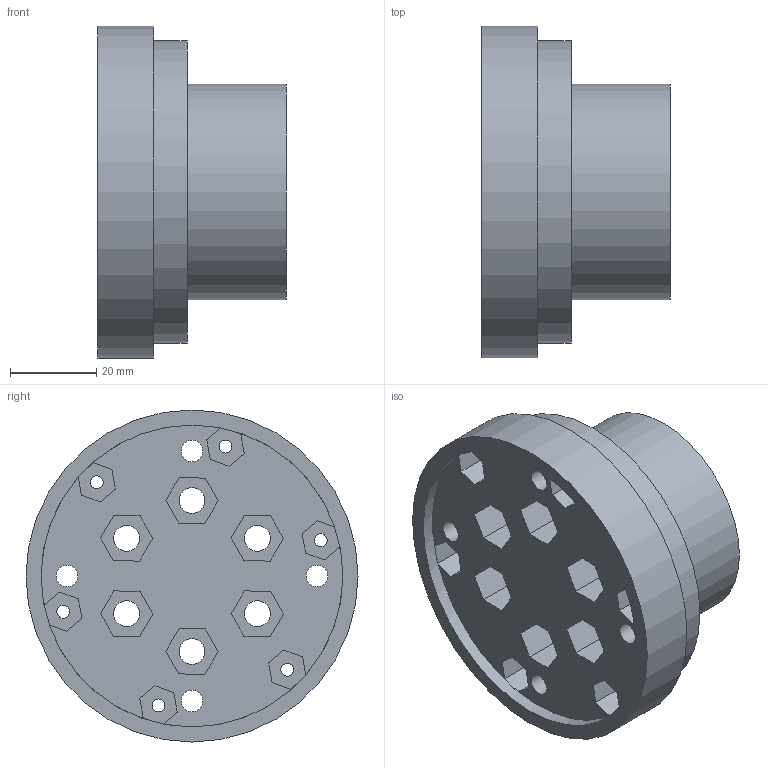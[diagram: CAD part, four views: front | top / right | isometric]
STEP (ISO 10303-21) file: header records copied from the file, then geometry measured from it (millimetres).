
FILE_DESCRIPTION(/* description */ (''),/* implementation_level */ '2;1');
FILE_NAME(/* name */ 'Shaft2.stp',/* time_stamp */ '2022-03-31T14:50:01+02:00',/* author */ ('divij'),/* organization */ (''),/* preprocessor_version */ 'ST-DEVELOPER v18.1',/* originating_system */ 'Autodesk Inventor 2022',/* authorisation */ '');
FILE_SCHEMA (('AUTOMOTIVE_DESIGN { 1 0 10303 214 3 1 1 }'));
Length unit declared in the file: millimetre
Products named in the file (1): Shaft2
Bounding box: 43.7 x 77 x 77 mm (x, y, z)
Volume: 102270.9 mm3; surface area: 28121 mm2
Topology: 1 solids, 1 shells, 123 faces, 312 edges, 204 vertices
Faces by surface type: plane 99, cylinder 24
Full cylindrical faces by diameter (mm): 3 x6, 5 x4, 6 x6, 7 x4, 50 x1, 70 x1, 70.1 x1, 77 x1
Entity records: 3786 total; most frequent: CARTESIAN_POINT 641, ORIENTED_EDGE 624, DIRECTION 620, EDGE_CURVE 312, LINE 252, VECTOR 252, VERTEX_POINT 204, AXIS2_PLACEMENT_3D 184
